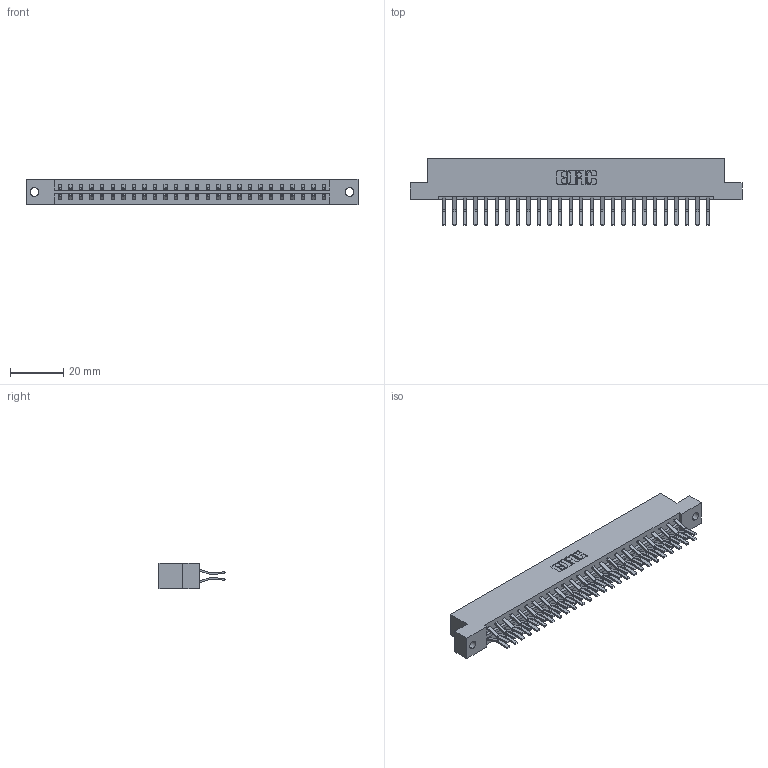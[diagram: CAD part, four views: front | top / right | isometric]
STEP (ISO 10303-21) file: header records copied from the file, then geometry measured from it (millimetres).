
FILE_DESCRIPTION (( 'STEP AP203' ), '1' );
FILE_NAME ('333-052-560-202.STEP', '2018-08-04T03:20:26', ( '' ), ( '' ), 'SwSTEP 2.0', 'SolidWorks 2016', '' );
FILE_SCHEMA (( 'CONFIG_CONTROL_DESIGN' ));
Length unit declared in the file: inch
Products named in the file (3): 345-292-001_560 Tail; 333-052-560-202; 333 Part_Flush - .128 Dia
Assembly tree (53 placements, depth 2):
  333-052-560-202
    333 Part_Flush - .128 Dia
    345-292-001_560 Tail  x52
Bounding box: 124.56 x 24.78 x 9.4 mm (x, y, z)
Volume: 12871.6 mm3; surface area: 15744.4 mm2
Topology: 53 solids, 53 shells, 2922 faces, 8683 edges, 5718 vertices
Faces by surface type: plane 1942, cylinder 980
Entity records: 18887 total; most frequent: CARTESIAN_POINT 3150, ORIENTED_EDGE 3086, DIRECTION 2723, EDGE_CURVE 1543, VECTOR 1411, LINE 1411, VERTEX_POINT 1026, AXIS2_PLACEMENT_3D 656
